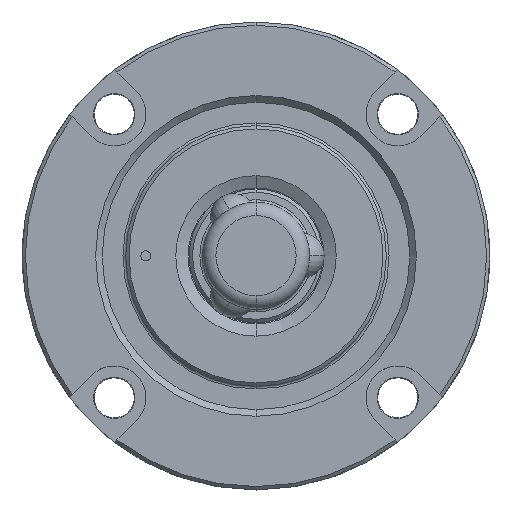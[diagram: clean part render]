
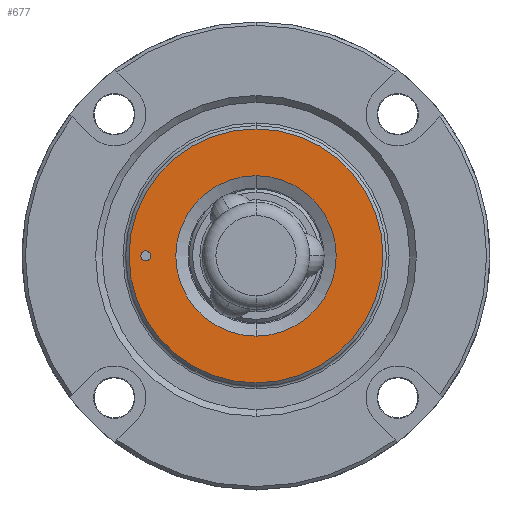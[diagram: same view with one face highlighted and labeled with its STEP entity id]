
A CAD part, top view. The second image highlights one B-rep face of the part: STEP entity #677.
In plain terms, the highlighted planar face has unit normal (0, 0, 1).
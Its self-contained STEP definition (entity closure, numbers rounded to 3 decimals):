
#135 = EDGE_CURVE ( 'NONE', #3457, #1977, #758, .T. ) ;
#677 = ADVANCED_FACE ( 'NONE', ( #1948, #5148, #2008 ), #2401, .F. ) ;
#745 = CARTESIAN_POINT ( 'NONE',  ( -16.5, 0., 12. ) ) ;
#746 = ORIENTED_EDGE ( 'NONE', *, *, #4568, .F. ) ;
#758 = CIRCLE ( 'NONE', #4104, 0.75 ) ;
#823 = CARTESIAN_POINT ( 'NONE',  ( 0., 19., 12. ) ) ;
#848 = CARTESIAN_POINT ( 'NONE',  ( 0., 12., 12. ) ) ;
#911 = EDGE_CURVE ( 'NONE', #3284, #3738, #3912, .T. ) ;
#1007 = DIRECTION ( 'NONE',  ( 0., 1., 0. ) ) ;
#1008 = EDGE_CURVE ( 'NONE', #2941, #5478, #4011, .T. ) ;
#1430 = DIRECTION ( 'NONE',  ( 0., 0., 1. ) ) ;
#1488 = DIRECTION ( 'NONE',  ( 0., 1., 0. ) ) ;
#1608 = ORIENTED_EDGE ( 'NONE', *, *, #911, .T. ) ;
#1751 = DIRECTION ( 'NONE',  ( 0., 0., -1. ) ) ;
#1767 = DIRECTION ( 'NONE',  ( 0., 0., 1. ) ) ;
#1824 = EDGE_LOOP ( 'NONE', ( #4275, #746 ) ) ;
#1948 = FACE_BOUND ( 'NONE', #5297, .T. ) ;
#1977 = VERTEX_POINT ( 'NONE', #5419 ) ;
#2008 = FACE_BOUND ( 'NONE', #1824, .T. ) ;
#2079 = CIRCLE ( 'NONE', #4276, 12. ) ;
#2094 = DIRECTION ( 'NONE',  ( 0., -1., 0. ) ) ;
#2182 = DIRECTION ( 'NONE',  ( 0., 0., 1. ) ) ;
#2213 = CARTESIAN_POINT ( 'NONE',  ( 0., 0., 12. ) ) ;
#2220 = CARTESIAN_POINT ( 'NONE',  ( -16.5, 0., 12. ) ) ;
#2274 = ORIENTED_EDGE ( 'NONE', *, *, #3772, .T. ) ;
#2397 = CIRCLE ( 'NONE', #4975, 19. ) ;
#2401 = PLANE ( 'NONE',  #4855 ) ;
#2474 = AXIS2_PLACEMENT_3D ( 'NONE', #745, #1767, #2094 ) ;
#2615 = CARTESIAN_POINT ( 'NONE',  ( -16.5, -0.75, 12. ) ) ;
#2629 = ORIENTED_EDGE ( 'NONE', *, *, #5638, .T. ) ;
#2874 = CARTESIAN_POINT ( 'NONE',  ( 0., -19., 12. ) ) ;
#2941 = VERTEX_POINT ( 'NONE', #823 ) ;
#3087 = DIRECTION ( 'NONE',  ( 0., 1., 0. ) ) ;
#3284 = VERTEX_POINT ( 'NONE', #3755 ) ;
#3298 = CARTESIAN_POINT ( 'NONE',  ( 8., 0., 12. ) ) ;
#3332 = AXIS2_PLACEMENT_3D ( 'NONE', #5102, #1430, #1488 ) ;
#3445 = CARTESIAN_POINT ( 'NONE',  ( 0., 0., 12. ) ) ;
#3457 = VERTEX_POINT ( 'NONE', #2615 ) ;
#3597 = DIRECTION ( 'NONE',  ( 0., -1., 0. ) ) ;
#3692 = EDGE_LOOP ( 'NONE', ( #4479, #2629 ) ) ;
#3738 = VERTEX_POINT ( 'NONE', #848 ) ;
#3755 = CARTESIAN_POINT ( 'NONE',  ( 0., -12., 12. ) ) ;
#3772 = EDGE_CURVE ( 'NONE', #3738, #3284, #2079, .T. ) ;
#3912 = CIRCLE ( 'NONE', #4100, 12. ) ;
#4011 = CIRCLE ( 'NONE', #3332, 19. ) ;
#4100 = AXIS2_PLACEMENT_3D ( 'NONE', #2213, #5814, #4929 ) ;
#4104 = AXIS2_PLACEMENT_3D ( 'NONE', #2220, #2182, #3597 ) ;
#4275 = ORIENTED_EDGE ( 'NONE', *, *, #135, .F. ) ;
#4276 = AXIS2_PLACEMENT_3D ( 'NONE', #5883, #1751, #4857 ) ;
#4366 = DIRECTION ( 'NONE',  ( 0., 0., 1. ) ) ;
#4479 = ORIENTED_EDGE ( 'NONE', *, *, #1008, .T. ) ;
#4568 = EDGE_CURVE ( 'NONE', #1977, #3457, #5714, .T. ) ;
#4708 = DIRECTION ( 'NONE',  ( 0., 0., -1. ) ) ;
#4855 = AXIS2_PLACEMENT_3D ( 'NONE', #3298, #4708, #1007 ) ;
#4857 = DIRECTION ( 'NONE',  ( 0., 1., 0. ) ) ;
#4929 = DIRECTION ( 'NONE',  ( 0., 1., 0. ) ) ;
#4975 = AXIS2_PLACEMENT_3D ( 'NONE', #3445, #4366, #3087 ) ;
#5102 = CARTESIAN_POINT ( 'NONE',  ( 0., 0., 12. ) ) ;
#5148 = FACE_OUTER_BOUND ( 'NONE', #3692, .T. ) ;
#5297 = EDGE_LOOP ( 'NONE', ( #1608, #2274 ) ) ;
#5419 = CARTESIAN_POINT ( 'NONE',  ( -16.5, 0.75, 12. ) ) ;
#5478 = VERTEX_POINT ( 'NONE', #2874 ) ;
#5638 = EDGE_CURVE ( 'NONE', #5478, #2941, #2397, .T. ) ;
#5714 = CIRCLE ( 'NONE', #2474, 0.75 ) ;
#5814 = DIRECTION ( 'NONE',  ( 0., 0., -1. ) ) ;
#5883 = CARTESIAN_POINT ( 'NONE',  ( 0., 0., 12. ) ) ;
